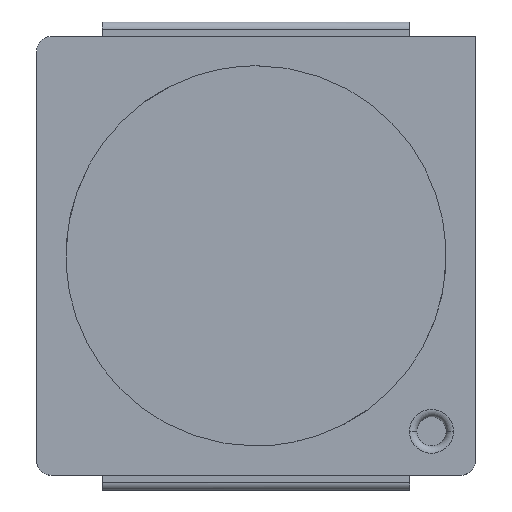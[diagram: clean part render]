
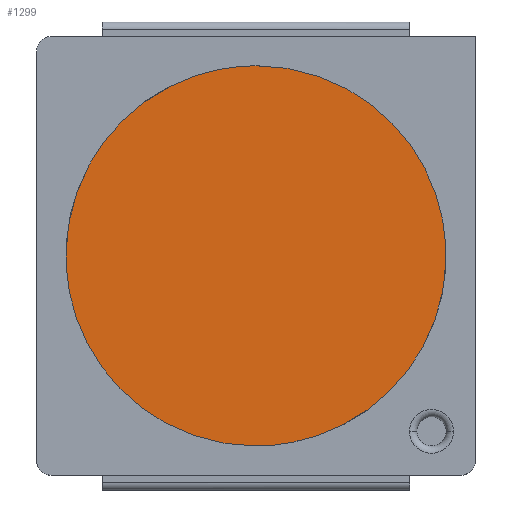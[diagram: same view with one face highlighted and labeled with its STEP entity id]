
A CAD part, top view. The second image highlights one B-rep face of the part: STEP entity #1299.
In plain terms, the highlighted planar face has unit normal (0, 0, 1).
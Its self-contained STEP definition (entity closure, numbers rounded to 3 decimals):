
#11 = EDGE_CURVE ( 'NONE', #1427, #1209, #1765, .T. ) ;
#40 = VERTEX_POINT ( 'NONE', #1121 ) ;
#121 = CARTESIAN_POINT ( 'NONE',  ( -1.56, -1.56, 0.64 ) ) ;
#216 = ORIENTED_EDGE ( 'NONE', *, *, #786, .F. ) ;
#272 = CARTESIAN_POINT ( 'NONE',  ( 0., 1.3, 0.64 ) ) ;
#346 = CARTESIAN_POINT ( 'NONE',  ( -1.3, 0., 0.64 ) ) ;
#363 = CARTESIAN_POINT ( 'NONE',  ( 0., 1.3, 0.64 ) ) ;
#366 = VERTEX_POINT ( 'NONE', #1750 ) ;
#503 = CARTESIAN_POINT ( 'NONE',  ( 0., -1.3, 0.64 ) ) ;
#541 = PLANE ( 'NONE',  #1437 ) ;
#587 = CARTESIAN_POINT ( 'NONE',  ( 1.3, -1.3, 0.64 ) ) ;
#654 = DIRECTION ( 'NONE',  ( 0., 0., 1. ) ) ;
#786 = EDGE_CURVE ( 'NONE', #40, #366, #1487, .T. ) ;
#943 = EDGE_CURVE ( 'NONE', #366, #1427, #1526, .T. ) ;
#954 = ORIENTED_EDGE ( 'NONE', *, *, #1665, .F. ) ;
#1065 = CARTESIAN_POINT ( 'NONE',  ( 1.3, 0., 0.64 ) ) ;
#1076 = CARTESIAN_POINT ( 'NONE',  ( 0., -1.3, 0.64 ) ) ;
#1092 = DIRECTION ( 'NONE',  ( 1., 0., 0. ) ) ;
#1121 = CARTESIAN_POINT ( 'NONE',  ( 1.3, 0., 0.64 ) ) ;
#1128 = CARTESIAN_POINT ( 'NONE',  ( -1.3, 0., 0.64 ) ) ;
#1208 = CARTESIAN_POINT ( 'NONE',  ( 1.3, 1.3, 0.64 ) ) ;
#1209 = VERTEX_POINT ( 'NONE', #363 ) ;
#1232 = EDGE_LOOP ( 'NONE', ( #1705, #1359, #216, #954 ) ) ;
#1298 = CARTESIAN_POINT ( 'NONE',  ( 1.3, 0., 0.64 ) ) ;
#1299 = ADVANCED_FACE ( 'NONE', ( #1404 ), #541, .T. ) ;
#1359 = ORIENTED_EDGE ( 'NONE', *, *, #943, .F. ) ;
#1404 = FACE_OUTER_BOUND ( 'NONE', #1232, .T. ) ;
#1421 = CARTESIAN_POINT ( 'NONE',  ( -1.3, 1.3, 0.64 ) ) ;
#1427 = VERTEX_POINT ( 'NONE', #1128 ) ;
#1437 = AXIS2_PLACEMENT_3D ( 'NONE', #121, #654, #1092 ) ;
#1487 =( BOUNDED_CURVE ( )  B_SPLINE_CURVE ( 2, ( #1298, #587, #1076 ),
 .UNSPECIFIED., .F., .F. ) 
 B_SPLINE_CURVE_WITH_KNOTS ( ( 3, 3 ),
 ( 6.126, 8.168 ),
 .UNSPECIFIED. ) 
 CURVE ( )  GEOMETRIC_REPRESENTATION_ITEM ( )  RATIONAL_B_SPLINE_CURVE ( ( 1., 0.707, 1. ) ) 
 REPRESENTATION_ITEM ( '' )  );
#1526 =( BOUNDED_CURVE ( )  B_SPLINE_CURVE ( 2, ( #503, #1768, #346 ),
 .UNSPECIFIED., .F., .T. ) 
 B_SPLINE_CURVE_WITH_KNOTS ( ( 3, 3 ),
 ( 0., 2.042 ),
 .UNSPECIFIED. ) 
 CURVE ( )  GEOMETRIC_REPRESENTATION_ITEM ( )  RATIONAL_B_SPLINE_CURVE ( ( 1., 0.707, 1. ) ) 
 REPRESENTATION_ITEM ( '' )  );
#1647 = CARTESIAN_POINT ( 'NONE',  ( 0., 1.3, 0.64 ) ) ;
#1665 = EDGE_CURVE ( 'NONE', #1209, #40, #1676, .T. ) ;
#1676 =( BOUNDED_CURVE ( )  B_SPLINE_CURVE ( 2, ( #1647, #1208, #1065 ),
 .UNSPECIFIED., .F., .T. ) 
 B_SPLINE_CURVE_WITH_KNOTS ( ( 3, 3 ),
 ( 2.042, 4.084 ),
 .UNSPECIFIED. ) 
 CURVE ( )  GEOMETRIC_REPRESENTATION_ITEM ( )  RATIONAL_B_SPLINE_CURVE ( ( 1., 0.707, 1. ) ) 
 REPRESENTATION_ITEM ( '' )  );
#1705 = ORIENTED_EDGE ( 'NONE', *, *, #11, .F. ) ;
#1750 = CARTESIAN_POINT ( 'NONE',  ( 0., -1.3, 0.64 ) ) ;
#1765 =( BOUNDED_CURVE ( )  B_SPLINE_CURVE ( 2, ( #1818, #1421, #272 ),
 .UNSPECIFIED., .F., .T. ) 
 B_SPLINE_CURVE_WITH_KNOTS ( ( 3, 3 ),
 ( 0., 2.042 ),
 .UNSPECIFIED. ) 
 CURVE ( )  GEOMETRIC_REPRESENTATION_ITEM ( )  RATIONAL_B_SPLINE_CURVE ( ( 1., 0.707, 1. ) ) 
 REPRESENTATION_ITEM ( '' )  );
#1768 = CARTESIAN_POINT ( 'NONE',  ( -1.3, -1.3, 0.64 ) ) ;
#1818 = CARTESIAN_POINT ( 'NONE',  ( -1.3, 0., 0.64 ) ) ;
